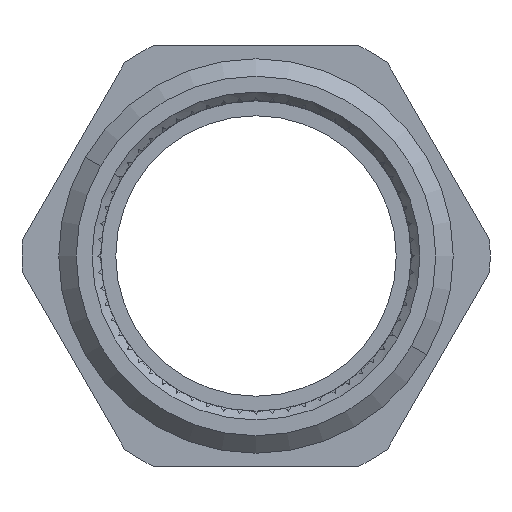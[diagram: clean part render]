
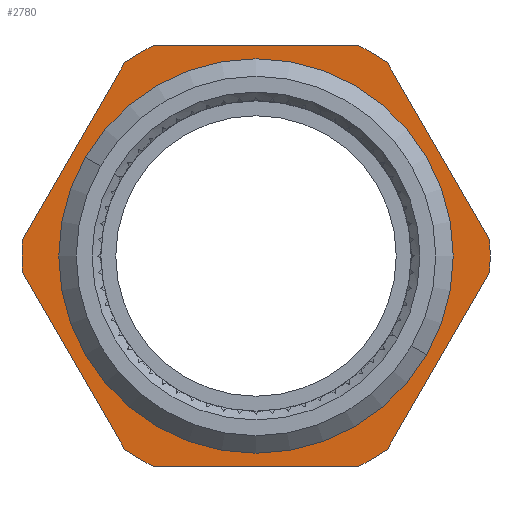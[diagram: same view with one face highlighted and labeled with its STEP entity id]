
A CAD part, left-side view. The second image highlights one B-rep face of the part: STEP entity #2780.
In plain terms, the highlighted face is planar.
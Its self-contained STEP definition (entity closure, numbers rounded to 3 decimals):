
#1790=CARTESIAN_POINT('',(-10.008,18.403,57.165));
#1800=DIRECTION('',(-1.,0.,0.));
#1810=DIRECTION('',(0.,0.,1.));
#1820=AXIS2_PLACEMENT_3D('',#1790,#1800,#1810);
#1830=PLANE('',#1820);
#1840=CARTESIAN_POINT('',(-10.008,18.403,46.));
#1850=DIRECTION('',(-1.,0.,0.));
#1860=DIRECTION('',(0.,0.,1.));
#1870=AXIS2_PLACEMENT_3D('',#1840,#1850,#1860);
#1880=CIRCLE('',#1870,10.58);
#1890=CARTESIAN_POINT('',(-10.008,18.403,56.58));
#1900=VERTEX_POINT('',#1890);
#1910=CARTESIAN_POINT('',(-10.008,18.403,35.42));
#1920=VERTEX_POINT('',#1910);
#1930=EDGE_CURVE('',#1900,#1920,#1880,.T.);
#1940=ORIENTED_EDGE('',*,*,#1930,.T.);
#1950=EDGE_CURVE('',#1920,#1900,#1880,.T.);
#1960=ORIENTED_EDGE('',*,*,#1950,.T.);
#1970=EDGE_LOOP('',(#1960,#1940));
#1980=FACE_BOUND('',#1970,.T.);
#1990=CARTESIAN_POINT('',(-10.008,18.403,46.));
#2000=DIRECTION('',(1.,0.,0.));
#2010=DIRECTION('',(0.,0.,1.));
#2020=AXIS2_PLACEMENT_3D('',#1990,#2000,#2010);
#2030=CIRCLE('',#2020,13.35);
#2040=CARTESIAN_POINT('',(-10.008,30.403,51.85));
#2050=VERTEX_POINT('',#2040);
#2060=CARTESIAN_POINT('',(-10.008,29.469,53.467));
#2070=VERTEX_POINT('',#2060);
#2080=EDGE_CURVE('',#2050,#2070,#2030,.T.);
#2090=ORIENTED_EDGE('',*,*,#2080,.T.);
#2100=CARTESIAN_POINT('',(-10.008,30.403,0.));
#2110=DIRECTION('',(0.,0.,-1.));
#2120=VECTOR('',#2110,1.);
#2130=LINE('',#2100,#2120);
#2140=CARTESIAN_POINT('',(-10.008,30.403,40.15));
#2150=VERTEX_POINT('',#2140);
#2160=EDGE_CURVE('',#2050,#2150,#2130,.T.);
#2170=ORIENTED_EDGE('',*,*,#2160,.F.);
#2180=CARTESIAN_POINT('',(-10.008,29.469,38.533));
#2190=VERTEX_POINT('',#2180);
#2200=EDGE_CURVE('',#2190,#2150,#2030,.T.);
#2210=ORIENTED_EDGE('',*,*,#2200,.T.);
#2220=CARTESIAN_POINT('',(-10.008,0.,21.518));
#2230=DIRECTION('',(0.,-0.866,-0.5));
#2240=VECTOR('',#2230,1.);
#2250=LINE('',#2220,#2240);
#2260=CARTESIAN_POINT('',(-10.008,19.337,32.683))
;
#2270=VERTEX_POINT('',#2260);
#2280=EDGE_CURVE('',#2190,#2270,#2250,.T.);
#2290=ORIENTED_EDGE('',*,*,#2280,.F.);
#2300=CARTESIAN_POINT('',(-10.008,17.469,32.683))
;
#2310=VERTEX_POINT('',#2300);
#2320=EDGE_CURVE('',#2310,#2270,#2030,.T.);
#2330=ORIENTED_EDGE('',*,*,#2320,.T.);
#2340=CARTESIAN_POINT('',(-10.008,0.,42.769));
#2350=DIRECTION('',(0.,-0.866,0.5));
#2360=VECTOR('',#2350,1.);
#2370=LINE('',#2340,#2360);
#2380=CARTESIAN_POINT('',(-10.008,7.337,38.533))
;
#2390=VERTEX_POINT('',#2380);
#2400=EDGE_CURVE('',#2310,#2390,#2370,.T.);
#2410=ORIENTED_EDGE('',*,*,#2400,.F.);
#2420=CARTESIAN_POINT('',(-10.008,6.403,40.15));
#2430=VERTEX_POINT('',#2420);
#2440=EDGE_CURVE('',#2430,#2390,#2030,.T.);
#2450=ORIENTED_EDGE('',*,*,#2440,.T.);
#2460=CARTESIAN_POINT('',(-10.008,6.403,0.));
#2470=DIRECTION('',(0.,0.,1.));
#2480=VECTOR('',#2470,1.);
#2490=LINE('',#2460,#2480);
#2500=CARTESIAN_POINT('',(-10.008,6.403,51.85));
#2510=VERTEX_POINT('',#2500);
#2520=EDGE_CURVE('',#2430,#2510,#2490,.T.);
#2530=ORIENTED_EDGE('',*,*,#2520,.F.);
#2540=CARTESIAN_POINT('',(-10.008,7.337,53.467))
;
#2550=VERTEX_POINT('',#2540);
#2560=EDGE_CURVE('',#2550,#2510,#2030,.T.);
#2570=ORIENTED_EDGE('',*,*,#2560,.T.);
#2580=CARTESIAN_POINT('',(-10.008,0.,49.231));
#2590=DIRECTION('',(0.,0.866,0.5));
#2600=VECTOR('',#2590,1.);
#2610=LINE('',#2580,#2600);
#2620=CARTESIAN_POINT('',(-10.008,17.469,59.317));
#2630=VERTEX_POINT('',#2620);
#2640=EDGE_CURVE('',#2550,#2630,#2610,.T.);
#2650=ORIENTED_EDGE('',*,*,#2640,.F.);
#2660=CARTESIAN_POINT('',(-10.008,19.337,59.317));
#2670=VERTEX_POINT('',#2660);
#2680=EDGE_CURVE('',#2670,#2630,#2030,.T.);
#2690=ORIENTED_EDGE('',*,*,#2680,.T.);
#2700=CARTESIAN_POINT('',(-10.008,0.,70.482));
#2710=DIRECTION('',(0.,0.866,-0.5));
#2720=VECTOR('',#2710,1.);
#2730=LINE('',#2700,#2720);
#2740=EDGE_CURVE('',#2670,#2070,#2730,.T.);
#2750=ORIENTED_EDGE('',*,*,#2740,.F.);
#2760=EDGE_LOOP('',(#2750,#2690,#2650,#2570,#2530,#2450,#2410,#2330,
#2290,#2210,#2170,#2090));
#2770=FACE_OUTER_BOUND('',#2760,.T.);
#2780=ADVANCED_FACE('',(#1980,#2770),#1830,.F.);
